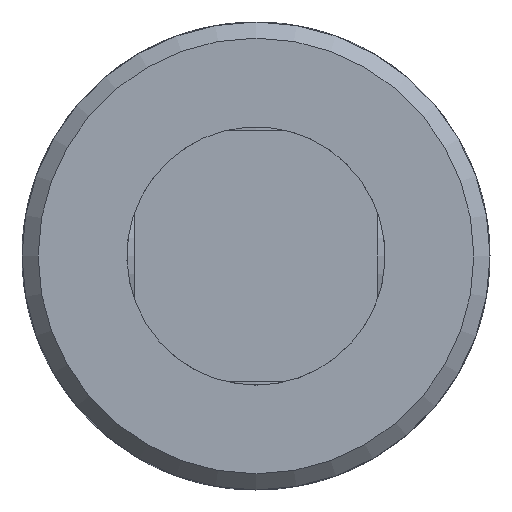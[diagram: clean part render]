
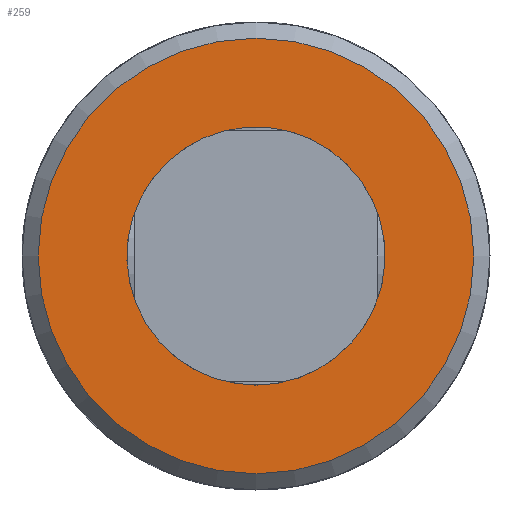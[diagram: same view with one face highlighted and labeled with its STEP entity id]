
A CAD part, left-side view. The second image highlights one B-rep face of the part: STEP entity #259.
In plain terms, the highlighted planar face has unit normal (-1, 0, 0).
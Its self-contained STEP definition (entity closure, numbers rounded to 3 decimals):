
#259 = ADVANCED_FACE( '', ( #516, #517 ), #518, .F. );
#516 = FACE_OUTER_BOUND( '', #802, .T. );
#517 = FACE_BOUND( '', #803, .T. );
#518 = PLANE( '', #804 );
#802 = EDGE_LOOP( '', ( #1238 ) );
#803 = EDGE_LOOP( '', ( #1239 ) );
#804 = AXIS2_PLACEMENT_3D( '', #1240, #1241, #1242 );
#1238 = ORIENTED_EDGE( '', *, *, #1553, .F. );
#1239 = ORIENTED_EDGE( '', *, *, #1636, .T. );
#1240 = CARTESIAN_POINT( '', ( 0., 0., 0. ) );
#1241 = DIRECTION( '', ( 1., 0., 0. ) );
#1242 = DIRECTION( '', ( 0., 0., -1. ) );
#1553 = EDGE_CURVE( '', #1796, #1796, #1797, .T. );
#1636 = EDGE_CURVE( '', #1926, #1926, #1927, .T. );
#1796 = VERTEX_POINT( '', #2130 );
#1797 = CIRCLE( '', #2131, 27. );
#1926 = VERTEX_POINT( '', #2618 );
#1927 = CIRCLE( '', #2619, 16. );
#2130 = CARTESIAN_POINT( '', ( 0., 0., -27. ) );
#2131 = AXIS2_PLACEMENT_3D( '', #3596, #3597, #3598 );
#2618 = CARTESIAN_POINT( '', ( 0., 0., -16. ) );
#2619 = AXIS2_PLACEMENT_3D( '', #3701, #3702, #3703 );
#3596 = CARTESIAN_POINT( '', ( 0., 0., 0. ) );
#3597 = DIRECTION( '', ( 1., 0., 0. ) );
#3598 = DIRECTION( '', ( 0., 0., -1. ) );
#3701 = CARTESIAN_POINT( '', ( 0., 0., 0. ) );
#3702 = DIRECTION( '', ( 1., 0., 0. ) );
#3703 = DIRECTION( '', ( 0., 0., -1. ) );
